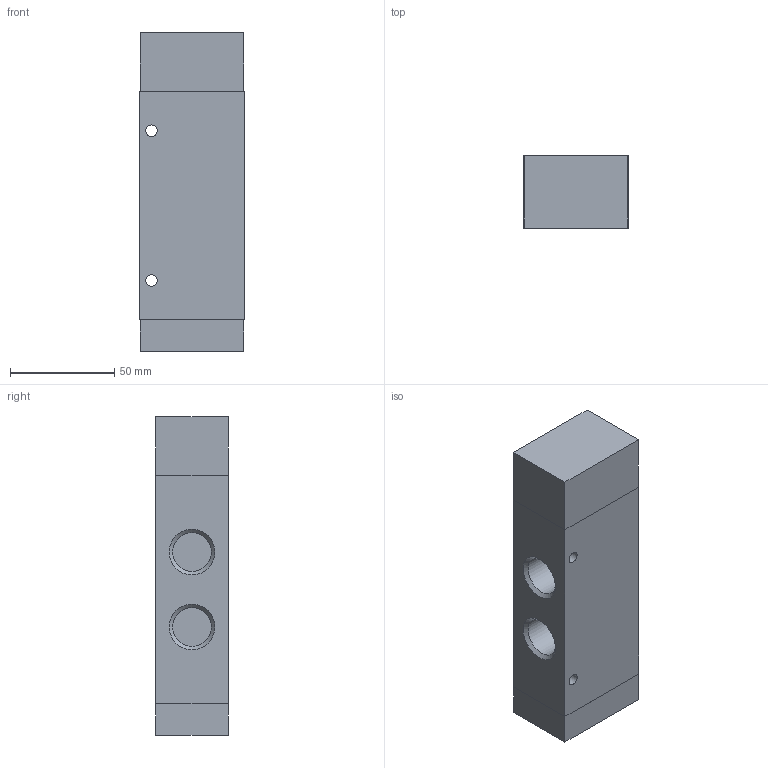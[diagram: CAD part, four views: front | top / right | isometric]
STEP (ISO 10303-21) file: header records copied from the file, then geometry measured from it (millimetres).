
FILE_DESCRIPTION((''),'2;1');
FILE_NAME('212-2_52_11_12-#.stp','2006-12-19T09:20:55',('rivolro1'),(''),'Autodesk Inventor 11','Autodesk Inventor 11','');
FILE_SCHEMA(('AUTOMOTIVE_DESIGN { 1 0 10303 214 1 1 1 1 }'));
Length unit declared in the file: millimetre
Products named in the file (1): 212-2_52_11_12-#
Bounding box: 50 x 35 x 153 mm (x, y, z)
Volume: 244015.5 mm3; surface area: 35226.6 mm2
Topology: 1 solids, 1 shells, 39 faces, 77 edges, 49 vertices
Faces by surface type: bspline 21, plane 16, cylinder 2
Full cylindrical faces by diameter (mm): 5.5 x2
Entity records: 1133 total; most frequent: CARTESIAN_POINT 409, DIRECTION 124, ORIENTED_EDGE 122, EDGE_LOOP 68, EDGE_CURVE 61, VERTEX_POINT 49, AXIS2_PLACEMENT_3D 44, FACE_OUTER_BOUND 39
